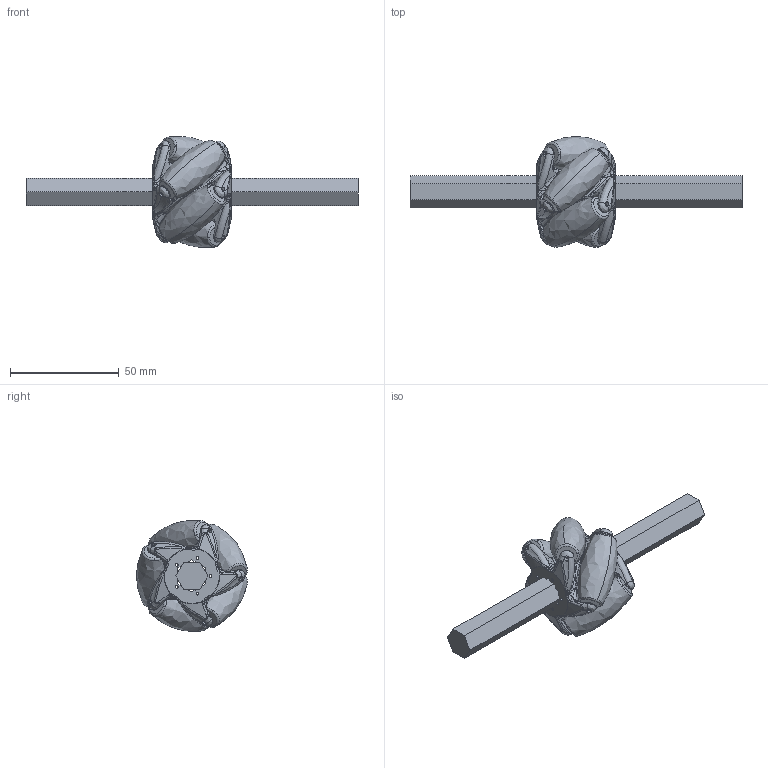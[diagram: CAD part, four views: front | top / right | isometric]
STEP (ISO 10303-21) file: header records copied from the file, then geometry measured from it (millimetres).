
FILE_DESCRIPTION (( 'STEP AP214' ), '1' );
FILE_NAME ('MEC Wheel - FRC125 - 2019 - Release Ver.0 - LEFT.STEP', '2020-01-03T05:25:58', ( '' ), ( '' ), 'SwSTEP 2.0', 'SolidWorks 2018', '' );
FILE_SCHEMA (( 'AUTOMOTIVE_DESIGN' ));
Length unit declared in the file: inch
Products named in the file (1): MEC Wheel - FRC125 - 2019 - Release Ver.0 - LEFT
Bounding box: 152.4 x 50.95 x 50.73 mm (x, y, z)
Volume: 61696.5 mm3; surface area: 25625.4 mm2
Topology: 9 solids, 9 shells, 608 faces, 1527 edges, 890 vertices
Faces by surface type: bspline 350, cylinder 121, plane 61, torus 52, sphere 14, cone 10
Entity records: 29467 total; most frequent: CARTESIAN_POINT 17548, ORIENTED_EDGE 2974, DIRECTION 1807, EDGE_CURVE 1487, VERTEX_POINT 890, AXIS2_PLACEMENT_3D 823, B_SPLINE_CURVE_WITH_KNOTS 712, EDGE_LOOP 655
